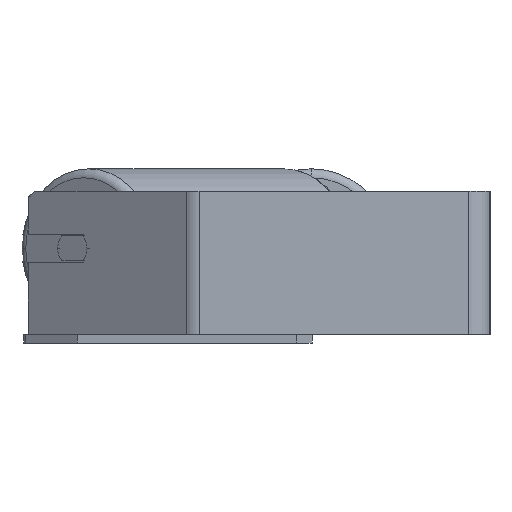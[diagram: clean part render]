
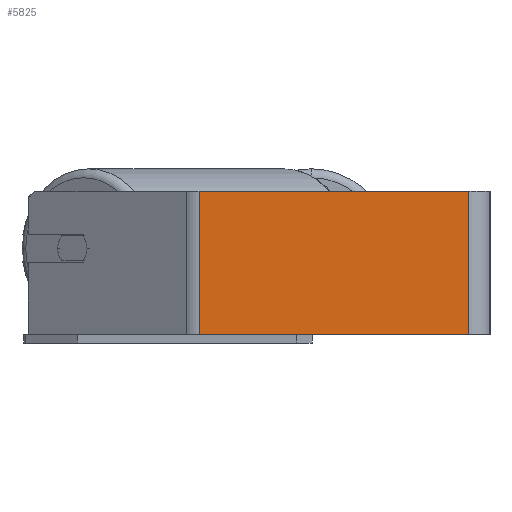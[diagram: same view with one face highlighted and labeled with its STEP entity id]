
A CAD part, left-side view. The second image highlights one B-rep face of the part: STEP entity #5825.
In plain terms, the highlighted planar face has unit normal (-1, 0, 0).
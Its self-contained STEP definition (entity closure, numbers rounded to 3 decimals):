
#229 = ORIENTED_EDGE ( 'NONE', *, *, #5626, .T. ) ;
#234 = DIRECTION ( 'NONE',  ( 0., 0., -1. ) ) ;
#761 = EDGE_LOOP ( 'NONE', ( #8911, #2028, #3129, #229 ) ) ;
#805 = VERTEX_POINT ( 'NONE', #6453 ) ;
#864 = DIRECTION ( 'NONE',  ( 1., 0., 0. ) ) ;
#1024 = VECTOR ( 'NONE', #5769, 1000. ) ;
#1104 = CARTESIAN_POINT ( 'NONE',  ( -360., 162.682, -40. ) ) ;
#1465 = VERTEX_POINT ( 'NONE', #5667 ) ;
#1743 = LINE ( 'NONE', #5313, #2859 ) ;
#2028 = ORIENTED_EDGE ( 'NONE', *, *, #2505, .F. ) ;
#2077 = LINE ( 'NONE', #4788, #2331 ) ;
#2331 = VECTOR ( 'NONE', #8320, 1000. ) ;
#2505 = EDGE_CURVE ( 'NONE', #805, #1465, #1743, .T. ) ;
#2859 = VECTOR ( 'NONE', #5414, 1000. ) ;
#2871 = FACE_OUTER_BOUND ( 'NONE', #761, .T. ) ;
#3129 = ORIENTED_EDGE ( 'NONE', *, *, #6086, .F. ) ;
#3671 = LINE ( 'NONE', #6469, #1024 ) ;
#4532 = CARTESIAN_POINT ( 'NONE',  ( -360., 162.682, 40. ) ) ;
#4710 = AXIS2_PLACEMENT_3D ( 'NONE', #5052, #864, #234 ) ;
#4771 = VECTOR ( 'NONE', #9030, 1000. ) ;
#4788 = CARTESIAN_POINT ( 'NONE',  ( -360., 162.682, 40. ) ) ;
#5052 = CARTESIAN_POINT ( 'NONE',  ( -360., 166.466, 40. ) ) ;
#5313 = CARTESIAN_POINT ( 'NONE',  ( -360., 12., 40. ) ) ;
#5414 = DIRECTION ( 'NONE',  ( 0., 0., -1. ) ) ;
#5461 = EDGE_CURVE ( 'NONE', #5576, #1465, #3671, .T. ) ;
#5576 = VERTEX_POINT ( 'NONE', #1104 ) ;
#5626 = EDGE_CURVE ( 'NONE', #6789, #5576, #2077, .T. ) ;
#5667 = CARTESIAN_POINT ( 'NONE',  ( -360., 12., -40. ) ) ;
#5769 = DIRECTION ( 'NONE',  ( 0., -1., 0. ) ) ;
#5825 = ADVANCED_FACE ( 'NONE', ( #2871 ), #7891, .F. ) ;
#6086 = EDGE_CURVE ( 'NONE', #6789, #805, #7779, .T. ) ;
#6190 = CARTESIAN_POINT ( 'NONE',  ( -360., 166.466, 40. ) ) ;
#6453 = CARTESIAN_POINT ( 'NONE',  ( -360., 12., 40. ) ) ;
#6469 = CARTESIAN_POINT ( 'NONE',  ( -360., 166.466, -40. ) ) ;
#6789 = VERTEX_POINT ( 'NONE', #4532 ) ;
#7779 = LINE ( 'NONE', #6190, #4771 ) ;
#7891 = PLANE ( 'NONE',  #4710 ) ;
#8320 = DIRECTION ( 'NONE',  ( 0., 0., -1. ) ) ;
#8911 = ORIENTED_EDGE ( 'NONE', *, *, #5461, .T. ) ;
#9030 = DIRECTION ( 'NONE',  ( 0., -1., 0. ) ) ;
